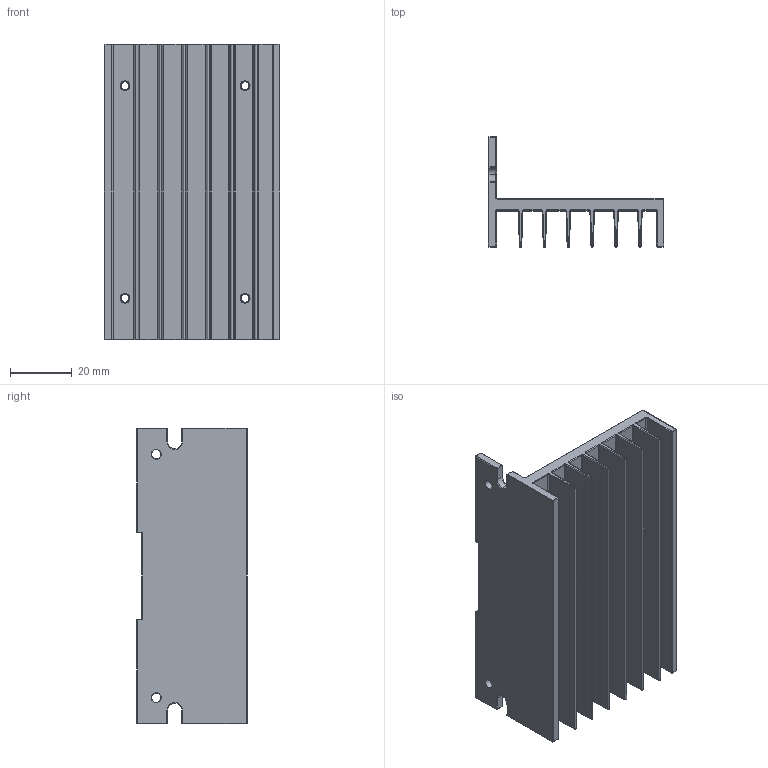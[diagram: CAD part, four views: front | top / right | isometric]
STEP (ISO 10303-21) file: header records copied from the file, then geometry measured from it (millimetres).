
FILE_DESCRIPTION (( 'STEP AP214' ), '1' );
FILE_NAME ('TB6600 Sink.STEP', '2018-05-06T10:22:11', ( '' ), ( '' ), 'SwSTEP 2.0', 'SolidWorks 2017', '' );
FILE_SCHEMA (( 'AUTOMOTIVE_DESIGN' ));
Length unit declared in the file: millimetre
Products named in the file (1): TB6600 Sink
Bounding box: 57 x 35.75 x 96 mm (x, y, z)
Volume: 39914.3 mm3; surface area: 33502.2 mm2
Topology: 1 solids, 1 shells, 268 faces, 621 edges, 329 vertices
Faces by surface type: cylinder 127, torus 51, plane 40, sphere 26, cone 24
Entity records: 7451 total; most frequent: DIRECTION 1463, CARTESIAN_POINT 1193, ORIENTED_EDGE 1190, AXIS2_PLACEMENT_3D 599, EDGE_CURVE 595, CIRCLE 330, VERTEX_POINT 329, EDGE_LOOP 280
